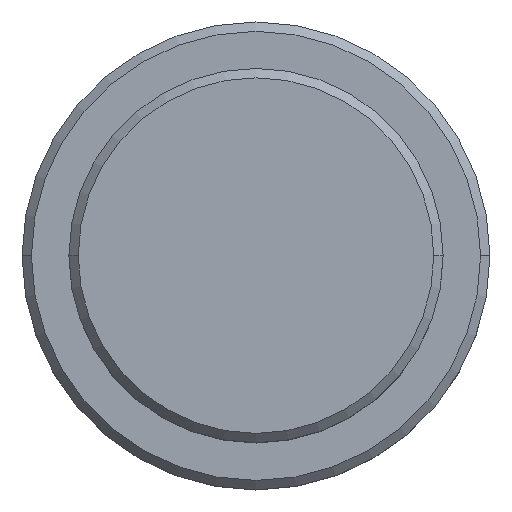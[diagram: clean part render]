
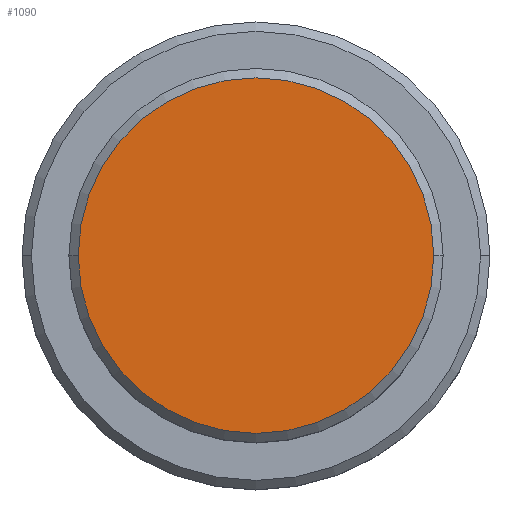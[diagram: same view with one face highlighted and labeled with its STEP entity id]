
A CAD part, top view. The second image highlights one B-rep face of the part: STEP entity #1090.
In plain terms, the highlighted planar face has unit normal (0, 0, 1).
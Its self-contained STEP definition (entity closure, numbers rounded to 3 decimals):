
#11 = EDGE_LOOP ( 'NONE', ( #81, #348 ) ) ;
#64 = CARTESIAN_POINT ( 'NONE',  ( -9.5, 0., 0. ) ) ;
#81 = ORIENTED_EDGE ( 'NONE', *, *, #1245, .T. ) ;
#102 = CARTESIAN_POINT ( 'NONE',  ( 0., 0., 0. ) ) ;
#141 = DIRECTION ( 'NONE',  ( 0., 0., 1. ) ) ;
#348 = ORIENTED_EDGE ( 'NONE', *, *, #1312, .T. ) ;
#371 = CIRCLE ( 'NONE', #905, 9.5 ) ;
#395 = VERTEX_POINT ( 'NONE', #64 ) ;
#494 = CARTESIAN_POINT ( 'NONE',  ( 0., 0., 0. ) ) ;
#584 = DIRECTION ( 'NONE',  ( 1., 0., 0. ) ) ;
#608 = FACE_OUTER_BOUND ( 'NONE', #11, .T. ) ;
#715 = DIRECTION ( 'NONE',  ( 0., 0., 1. ) ) ;
#792 = AXIS2_PLACEMENT_3D ( 'NONE', #1214, #141, #584 ) ;
#868 = DIRECTION ( 'NONE',  ( 0., 0., 1. ) ) ;
#905 = AXIS2_PLACEMENT_3D ( 'NONE', #494, #715, #1160 ) ;
#967 = VERTEX_POINT ( 'NONE', #1275 ) ;
#1083 = PLANE ( 'NONE',  #1117 ) ;
#1090 = ADVANCED_FACE ( 'NONE', ( #608 ), #1083, .T. ) ;
#1117 = AXIS2_PLACEMENT_3D ( 'NONE', #102, #868, #1300 ) ;
#1160 = DIRECTION ( 'NONE',  ( 1., 0., 0. ) ) ;
#1214 = CARTESIAN_POINT ( 'NONE',  ( 0., 0., 0. ) ) ;
#1245 = EDGE_CURVE ( 'NONE', #395, #967, #1265, .T. ) ;
#1265 = CIRCLE ( 'NONE', #792, 9.5 ) ;
#1275 = CARTESIAN_POINT ( 'NONE',  ( 9.5, 0., 0. ) ) ;
#1300 = DIRECTION ( 'NONE',  ( 1., 0., 0. ) ) ;
#1312 = EDGE_CURVE ( 'NONE', #967, #395, #371, .T. ) ;
